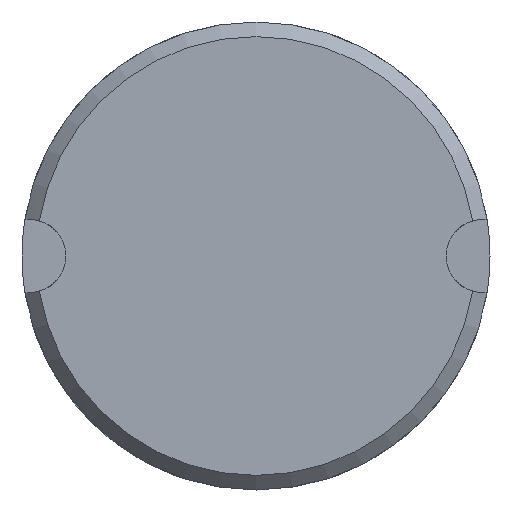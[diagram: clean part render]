
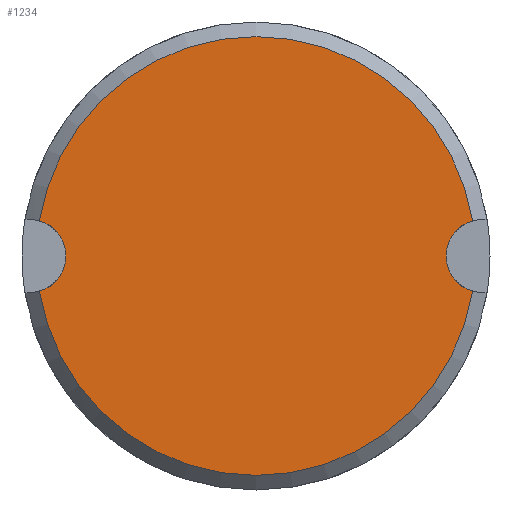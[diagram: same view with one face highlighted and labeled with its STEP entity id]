
A CAD part, front view. The second image highlights one B-rep face of the part: STEP entity #1234.
In plain terms, the highlighted planar face has unit normal (0, -1, 0).
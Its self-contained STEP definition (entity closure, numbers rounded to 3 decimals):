
#524=CARTESIAN_POINT('',(-7.75,0.,0.));
#525=DIRECTION('',(0.,-1.,0.));
#526=DIRECTION('',(0.277,0.,-0.961));
#527=AXIS2_PLACEMENT_3D('',#524,#525,#526);
#532=CARTESIAN_POINT('',(-7.75,0.,0.));
#533=DIRECTION('',(0.,-1.,0.));
#534=DIRECTION('',(1.,0.,0.));
#535=AXIS2_PLACEMENT_3D('',#532,#533,#534);
#540=CARTESIAN_POINT('',(0.,0.,0.));
#541=DIRECTION('',(0.,1.,0.));
#542=DIRECTION('',(-0.987,0.,0.16));
#543=AXIS2_PLACEMENT_3D('',#540,#541,#542);
#548=CARTESIAN_POINT('',(0.,0.,0.));
#549=DIRECTION('',(0.,1.,0.));
#550=DIRECTION('',(0.,0.,1.));
#551=AXIS2_PLACEMENT_3D('',#548,#549,#550);
#556=CARTESIAN_POINT('',(7.75,0.,0.));
#557=DIRECTION('',(0.,-1.,0.));
#558=DIRECTION('',(-0.277,0.,0.961));
#559=AXIS2_PLACEMENT_3D('',#556,#557,#558);
#564=CARTESIAN_POINT('',(7.75,0.,0.));
#565=DIRECTION('',(0.,-1.,0.));
#566=DIRECTION('',(-1.,0.,0.));
#567=AXIS2_PLACEMENT_3D('',#564,#565,#566);
#572=CARTESIAN_POINT('',(0.,0.,0.));
#573=DIRECTION('',(0.,1.,0.));
#574=DIRECTION('',(0.987,0.,-0.16));
#575=AXIS2_PLACEMENT_3D('',#572,#573,#574);
#580=CARTESIAN_POINT('',(0.,0.,0.));
#581=DIRECTION('',(0.,1.,0.));
#582=DIRECTION('',(0.,0.,-1.));
#583=AXIS2_PLACEMENT_3D('',#580,#581,#582);
#838=CARTESIAN_POINT('',(7.403,0.,1.201));
#839=CARTESIAN_POINT('',(6.5,0.,0.));
#840=VERTEX_POINT('',#838);
#841=VERTEX_POINT('',#839);
#842=CARTESIAN_POINT('',(7.403,0.,-1.201));
#843=VERTEX_POINT('',#842);
#846=CARTESIAN_POINT('',(-7.403,0.,-1.201));
#847=CARTESIAN_POINT('',(-6.5,0.,0.));
#848=VERTEX_POINT('',#846);
#849=VERTEX_POINT('',#847);
#850=CARTESIAN_POINT('',(-7.403,0.,1.201));
#851=VERTEX_POINT('',#850);
#852=CARTESIAN_POINT('',(0.,0.,
7.5));
#853=VERTEX_POINT('',#852);
#854=CARTESIAN_POINT('',(0.,0.,-7.5));
#855=VERTEX_POINT('',#854);
#1215=CARTESIAN_POINT('',(0.,0.,0.));
#1216=DIRECTION('',(0.,-1.,0.));
#1217=DIRECTION('',(-1.,0.,0.));
#1218=AXIS2_PLACEMENT_3D('',#1215,#1216,#1217);
#1219=PLANE('',#1218);
#1220=ORIENTED_EDGE('',*,*,#1202,.T.);
#1221=ORIENTED_EDGE('',*,*,#1200,.T.);
#1223=ORIENTED_EDGE('',*,*,#1222,.T.);
#1225=ORIENTED_EDGE('',*,*,#1224,.T.);
#1227=ORIENTED_EDGE('',*,*,#1226,.T.);
#1229=ORIENTED_EDGE('',*,*,#1228,.T.);
#1230=ORIENTED_EDGE('',*,*,#1172,.T.);
#1231=ORIENTED_EDGE('',*,*,#1170,.T.);
#1232=EDGE_LOOP('',(#1220,#1221,#1223,#1225,#1227,#1229,#1230,#1231));
#1233=FACE_OUTER_BOUND('',#1232,.F.);
#1234=ADVANCED_FACE('',(#1233),#1219,.T.);
#528=CIRCLE('',#527,1.25);
#536=CIRCLE('',#535,1.25);
#544=CIRCLE('',#543,7.5);
#552=CIRCLE('',#551,7.5);
#560=CIRCLE('',#559,1.25);
#568=CIRCLE('',#567,1.25);
#576=CIRCLE('',#575,7.5);
#584=CIRCLE('',#583,7.5);
#1170=EDGE_CURVE('',#855,#848,#584,.T.);
#1172=EDGE_CURVE('',#843,#855,#576,.T.);
#1200=EDGE_CURVE('',#849,#851,#536,.T.);
#1202=EDGE_CURVE('',#848,#849,#528,.T.);
#1222=EDGE_CURVE('',#851,#853,#544,.T.);
#1224=EDGE_CURVE('',#853,#840,#552,.T.);
#1226=EDGE_CURVE('',#840,#841,#560,.T.);
#1228=EDGE_CURVE('',#841,#843,#568,.T.);
